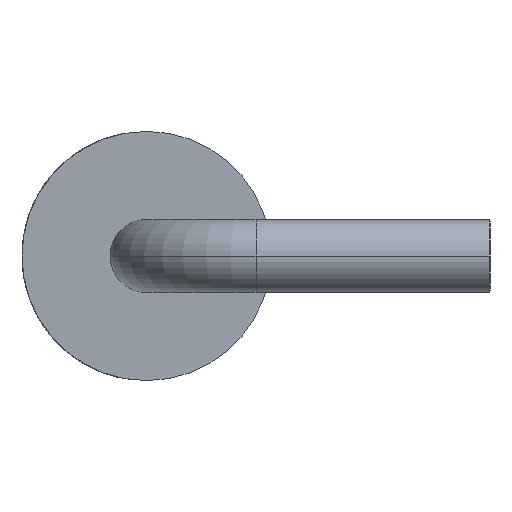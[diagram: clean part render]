
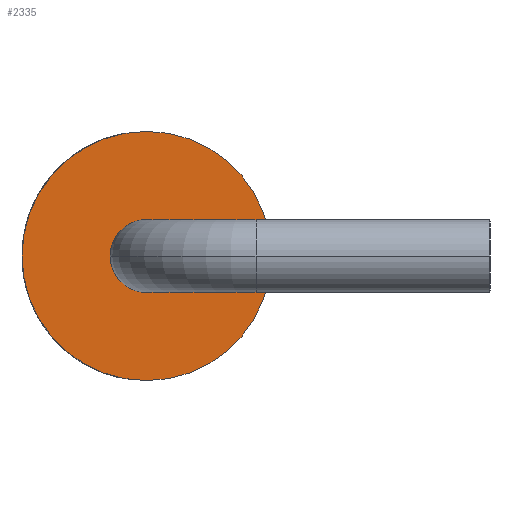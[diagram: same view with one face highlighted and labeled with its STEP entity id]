
A CAD part, left-side view. The second image highlights one B-rep face of the part: STEP entity #2335.
In plain terms, the highlighted planar face has unit normal (-1, 0, 0).
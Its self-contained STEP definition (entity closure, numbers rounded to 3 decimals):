
#5 = CARTESIAN_POINT ( 'NONE',  ( 3.385, 3.05, -2.05 ) ) ;
#165 = EDGE_CURVE ( 'NONE', #2692, #759, #4098, .T. ) ;
#206 = DIRECTION ( 'NONE',  ( -1., 0., 0. ) ) ;
#273 = CARTESIAN_POINT ( 'NONE',  ( 3.385, 3.05, 0. ) ) ;
#325 = AXIS2_PLACEMENT_3D ( 'NONE', #2441, #670, #2147 ) ;
#381 = CARTESIAN_POINT ( 'NONE',  ( 3.385, 3.05, 2.05 ) ) ;
#496 = AXIS2_PLACEMENT_3D ( 'NONE', #3109, #4135, #3866 ) ;
#507 = CIRCLE ( 'NONE', #3795, 0.6 ) ;
#595 = CARTESIAN_POINT ( 'NONE',  ( 3.385, 3.05, 0. ) ) ;
#670 = DIRECTION ( 'NONE',  ( 1., 0., 0. ) ) ;
#759 = VERTEX_POINT ( 'NONE', #5 ) ;
#943 = ORIENTED_EDGE ( 'NONE', *, *, #1215, .F. ) ;
#1215 = EDGE_CURVE ( 'NONE', #759, #2692, #2085, .T. ) ;
#1382 = CIRCLE ( 'NONE', #4001, 0.6 ) ;
#1392 = EDGE_LOOP ( 'NONE', ( #1779, #3758 ) ) ;
#1743 = FACE_OUTER_BOUND ( 'NONE', #3163, .T. ) ;
#1779 = ORIENTED_EDGE ( 'NONE', *, *, #3831, .F. ) ;
#1949 = CARTESIAN_POINT ( 'NONE',  ( 3.385, 3.05, 0. ) ) ;
#2085 = CIRCLE ( 'NONE', #325, 2.05 ) ;
#2147 = DIRECTION ( 'NONE',  ( 0., 0., -1. ) ) ;
#2158 = FACE_BOUND ( 'NONE', #1392, .T. ) ;
#2335 = ADVANCED_FACE ( 'NONE', ( #2158, #1743 ), #2477, .F. ) ;
#2441 = CARTESIAN_POINT ( 'NONE',  ( 3.385, 3.05, 0. ) ) ;
#2458 = VERTEX_POINT ( 'NONE', #2615 ) ;
#2477 = PLANE ( 'NONE',  #496 ) ;
#2615 = CARTESIAN_POINT ( 'NONE',  ( 3.385, 3.65, 0. ) ) ;
#2692 = VERTEX_POINT ( 'NONE', #381 ) ;
#2722 = AXIS2_PLACEMENT_3D ( 'NONE', #595, #4141, #4399 ) ;
#2938 = ORIENTED_EDGE ( 'NONE', *, *, #165, .F. ) ;
#3060 = DIRECTION ( 'NONE',  ( 0., 0., -1. ) ) ;
#3102 = CARTESIAN_POINT ( 'NONE',  ( 3.385, 2.45, 0. ) ) ;
#3109 = CARTESIAN_POINT ( 'NONE',  ( 3.385, 3.05, 0. ) ) ;
#3163 = EDGE_LOOP ( 'NONE', ( #2938, #943 ) ) ;
#3611 = DIRECTION ( 'NONE',  ( 0., 0., -1. ) ) ;
#3758 = ORIENTED_EDGE ( 'NONE', *, *, #4279, .F. ) ;
#3795 = AXIS2_PLACEMENT_3D ( 'NONE', #1949, #206, #3611 ) ;
#3831 = EDGE_CURVE ( 'NONE', #3945, #2458, #507, .T. ) ;
#3866 = DIRECTION ( 'NONE',  ( 0., 0., -1. ) ) ;
#3945 = VERTEX_POINT ( 'NONE', #3102 ) ;
#4001 = AXIS2_PLACEMENT_3D ( 'NONE', #273, #4170, #3060 ) ;
#4098 = CIRCLE ( 'NONE', #2722, 2.05 ) ;
#4135 = DIRECTION ( 'NONE',  ( 1., 0., 0. ) ) ;
#4141 = DIRECTION ( 'NONE',  ( 1., 0., 0. ) ) ;
#4170 = DIRECTION ( 'NONE',  ( -1., 0., 0. ) ) ;
#4279 = EDGE_CURVE ( 'NONE', #2458, #3945, #1382, .T. ) ;
#4399 = DIRECTION ( 'NONE',  ( 0., 0., -1. ) ) ;
